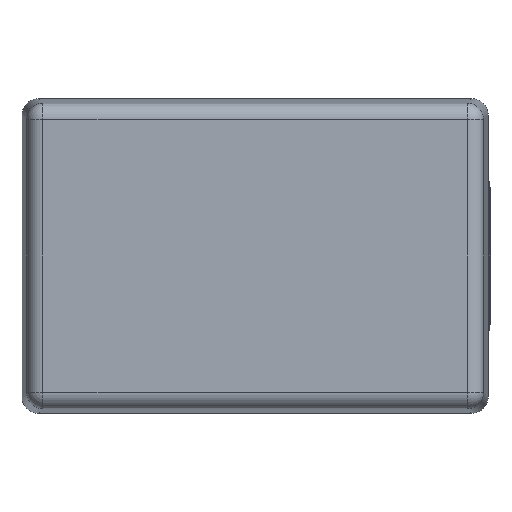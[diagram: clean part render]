
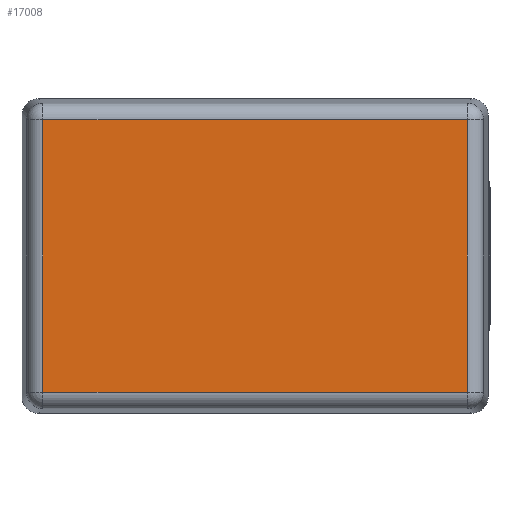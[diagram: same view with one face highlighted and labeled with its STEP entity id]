
A CAD part, front view. The second image highlights one B-rep face of the part: STEP entity #17008.
In plain terms, the highlighted planar face has unit normal (0, -1, 0).
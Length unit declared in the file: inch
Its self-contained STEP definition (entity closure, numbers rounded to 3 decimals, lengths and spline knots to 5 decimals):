
#1928 = FACE_OUTER_BOUND ( 'NONE', #6110, .T. ) ;
#4239 = VERTEX_POINT ( 'NONE', #15741 ) ;
#4352 = VERTEX_POINT ( 'NONE', #15854 ) ;
#4356 = VERTEX_POINT ( 'NONE', #15858 ) ;
#4417 = VERTEX_POINT ( 'NONE', #15919 ) ;
#6110 = EDGE_LOOP ( 'NONE', ( #13163, #13160, #13161, #13162 ) ) ;
#8031 = CARTESIAN_POINT ( 'NONE',  ( 1.40594, -0.904, 1.0425 ) ) ;
#8032 = DIRECTION ( 'NONE',  ( 0., 0., 1. ) ) ;
#8052 = CARTESIAN_POINT ( 'NONE',  ( 1.545, -0.904, -0.90344 ) ) ;
#8053 = DIRECTION ( 'NONE',  ( 1., 0., 0. ) ) ;
#8056 = CARTESIAN_POINT ( 'NONE',  ( 1.545, -0.904, 0.90344 ) ) ;
#8057 = DIRECTION ( 'NONE',  ( -1., 0., 0. ) ) ;
#8058 = CARTESIAN_POINT ( 'NONE',  ( -1.40594, -0.904, 1.0425 ) ) ;
#8059 = DIRECTION ( 'NONE',  ( 0., 0., -1. ) ) ;
#9330 = PLANE ( 'NONE',  #11738 ) ;
#9336 = CARTESIAN_POINT ( 'NONE',  ( 1.545, -0.904, 1.0425 ) ) ;
#9347 = DIRECTION ( 'NONE',  ( 0., -1., 0. ) ) ;
#9348 = DIRECTION ( 'NONE',  ( 0., 0., -1. ) ) ;
#10522 = EDGE_CURVE ( 'NONE', #4352, #4356, #11180, .T. ) ;
#10526 = EDGE_CURVE ( 'NONE', #4417, #4352, #11045, .T. ) ;
#10528 = EDGE_CURVE ( 'NONE', #4356, #4239, #10929, .T. ) ;
#10529 = EDGE_CURVE ( 'NONE', #4239, #4417, #11157, .T. ) ;
#10928 = VECTOR ( 'NONE', #8057, 39.37008 ) ;
#10929 = LINE ( 'NONE', #8056, #10928 ) ;
#11045 = LINE ( 'NONE', #8052, #11072 ) ;
#11072 = VECTOR ( 'NONE', #8053, 39.37008 ) ;
#11074 = VECTOR ( 'NONE', #8032, 39.37008 ) ;
#11118 = VECTOR ( 'NONE', #8059, 39.37008 ) ;
#11157 = LINE ( 'NONE', #8058, #11118 ) ;
#11180 = LINE ( 'NONE', #8031, #11074 ) ;
#11738 = AXIS2_PLACEMENT_3D ( 'NONE', #9336, #9347, #9348 ) ;
#13160 = ORIENTED_EDGE ( 'NONE', *, *, #10522, .T. ) ;
#13161 = ORIENTED_EDGE ( 'NONE', *, *, #10528, .T. ) ;
#13162 = ORIENTED_EDGE ( 'NONE', *, *, #10529, .T. ) ;
#13163 = ORIENTED_EDGE ( 'NONE', *, *, #10526, .T. ) ;
#15741 = CARTESIAN_POINT ( 'NONE',  ( -1.40594, -0.904, 0.90344 ) ) ;
#15854 = CARTESIAN_POINT ( 'NONE',  ( 1.40594, -0.904, -0.90344 ) ) ;
#15858 = CARTESIAN_POINT ( 'NONE',  ( 1.40594, -0.904, 0.90344 ) ) ;
#15919 = CARTESIAN_POINT ( 'NONE',  ( -1.40594, -0.904, -0.90344 ) ) ;
#17008 = ADVANCED_FACE ( 'NONE', ( #1928 ), #9330, .T. ) ;
